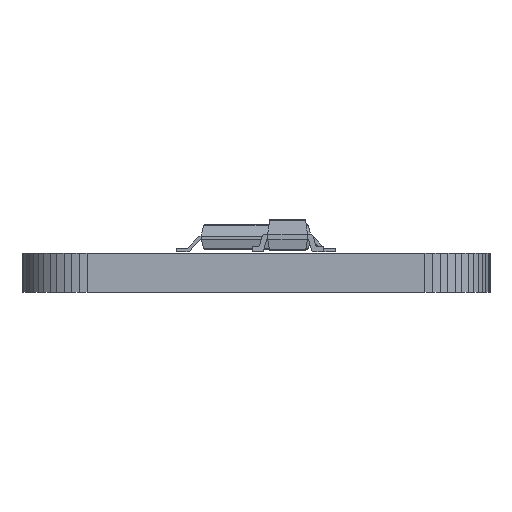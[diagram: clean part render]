
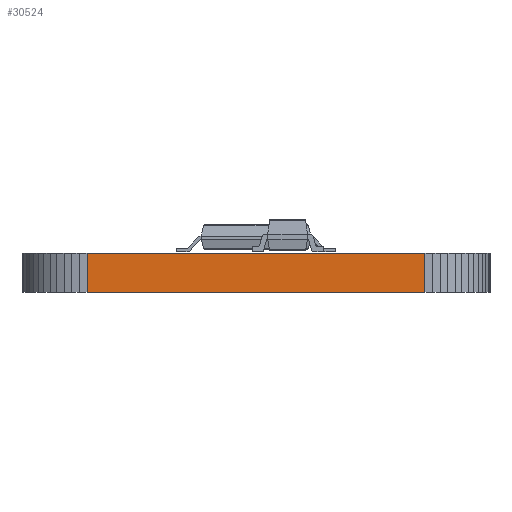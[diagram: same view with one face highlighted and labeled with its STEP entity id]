
A CAD part, front view. The second image highlights one B-rep face of the part: STEP entity #30524.
In plain terms, the highlighted planar face has unit normal (0, -1, 0).
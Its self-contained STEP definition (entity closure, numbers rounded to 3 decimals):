
#21773 = PLANE('',#21774);
#21774 = AXIS2_PLACEMENT_3D('',#21775,#21776,#21777);
#21775 = CARTESIAN_POINT('',(7.62,-34.093,1.58));
#21776 = DIRECTION('',(-0.,-0.,-1.));
#21777 = DIRECTION('',(-1.,0.,0.));
#21827 = PLANE('',#21828);
#21828 = AXIS2_PLACEMENT_3D('',#21829,#21830,#21831);
#21829 = CARTESIAN_POINT('',(7.62,-34.093,0.));
#21830 = DIRECTION('',(-0.,-0.,-1.));
#21831 = DIRECTION('',(-1.,0.,0.));
#22664 = VERTEX_POINT('',#22665);
#22665 = CARTESIAN_POINT('',(14.404,-71.194,0.));
#22679 = PLANE('',#22680);
#22680 = AXIS2_PLACEMENT_3D('',#22681,#22682,#22683);
#22681 = CARTESIAN_POINT('',(14.719,-71.175,0.));
#22682 = DIRECTION('',(0.06,-0.998,0.));
#22683 = DIRECTION('',(-0.998,-0.06,0.));
#22691 = EDGE_CURVE('',#22664,#22692,#22694,.T.);
#22692 = VERTEX_POINT('',#22693);
#22693 = CARTESIAN_POINT('',(0.836,-71.194,0.));
#22694 = SURFACE_CURVE('',#22695,(#22699,#22706),.PCURVE_S1.);
#22695 = LINE('',#22696,#22697);
#22696 = CARTESIAN_POINT('',(14.404,-71.194,0.));
#22697 = VECTOR('',#22698,1.);
#22698 = DIRECTION('',(-1.,0.,0.));
#22699 = PCURVE('',#21827,#22700);
#22700 = DEFINITIONAL_REPRESENTATION('',(#22701),#22705);
#22701 = LINE('',#22702,#22703);
#22702 = CARTESIAN_POINT('',(-6.784,-37.1));
#22703 = VECTOR('',#22704,1.);
#22704 = DIRECTION('',(1.,0.));
#22705 = ( GEOMETRIC_REPRESENTATION_CONTEXT(2) 
PARAMETRIC_REPRESENTATION_CONTEXT() REPRESENTATION_CONTEXT('2D SPACE',''
  ) );
#22706 = PCURVE('',#22707,#22712);
#22707 = PLANE('',#22708);
#22708 = AXIS2_PLACEMENT_3D('',#22709,#22710,#22711);
#22709 = CARTESIAN_POINT('',(14.404,-71.194,0.));
#22710 = DIRECTION('',(0.,-1.,0.));
#22711 = DIRECTION('',(-1.,0.,0.));
#22712 = DEFINITIONAL_REPRESENTATION('',(#22713),#22717);
#22713 = LINE('',#22714,#22715);
#22714 = CARTESIAN_POINT('',(0.,0.));
#22715 = VECTOR('',#22716,1.);
#22716 = DIRECTION('',(1.,0.));
#22717 = ( GEOMETRIC_REPRESENTATION_CONTEXT(2) 
PARAMETRIC_REPRESENTATION_CONTEXT() REPRESENTATION_CONTEXT('2D SPACE',''
  ) );
#22735 = PLANE('',#22736);
#22736 = AXIS2_PLACEMENT_3D('',#22737,#22738,#22739);
#22737 = CARTESIAN_POINT('',(0.836,-71.194,0.));
#22738 = DIRECTION('',(-0.06,-0.998,0.));
#22739 = DIRECTION('',(-0.998,0.06,0.));
#26435 = VERTEX_POINT('',#26436);
#26436 = CARTESIAN_POINT('',(14.404,-71.194,1.58));
#26457 = EDGE_CURVE('',#26435,#26458,#26460,.T.);
#26458 = VERTEX_POINT('',#26459);
#26459 = CARTESIAN_POINT('',(0.836,-71.194,1.58));
#26460 = SURFACE_CURVE('',#26461,(#26465,#26472),.PCURVE_S1.);
#26461 = LINE('',#26462,#26463);
#26462 = CARTESIAN_POINT('',(14.404,-71.194,1.58));
#26463 = VECTOR('',#26464,1.);
#26464 = DIRECTION('',(-1.,0.,0.));
#26465 = PCURVE('',#21773,#26466);
#26466 = DEFINITIONAL_REPRESENTATION('',(#26467),#26471);
#26467 = LINE('',#26468,#26469);
#26468 = CARTESIAN_POINT('',(-6.784,-37.1));
#26469 = VECTOR('',#26470,1.);
#26470 = DIRECTION('',(1.,0.));
#26471 = ( GEOMETRIC_REPRESENTATION_CONTEXT(2) 
PARAMETRIC_REPRESENTATION_CONTEXT() REPRESENTATION_CONTEXT('2D SPACE',''
  ) );
#26472 = PCURVE('',#22707,#26473);
#26473 = DEFINITIONAL_REPRESENTATION('',(#26474),#26478);
#26474 = LINE('',#26475,#26476);
#26475 = CARTESIAN_POINT('',(0.,-1.58));
#26476 = VECTOR('',#26477,1.);
#26477 = DIRECTION('',(1.,0.));
#26478 = ( GEOMETRIC_REPRESENTATION_CONTEXT(2) 
PARAMETRIC_REPRESENTATION_CONTEXT() REPRESENTATION_CONTEXT('2D SPACE',''
  ) );
#30476 = EDGE_CURVE('',#22664,#26435,#30477,.T.);
#30477 = SURFACE_CURVE('',#30478,(#30482,#30489),.PCURVE_S1.);
#30478 = LINE('',#30479,#30480);
#30479 = CARTESIAN_POINT('',(14.404,-71.194,0.));
#30480 = VECTOR('',#30481,1.);
#30481 = DIRECTION('',(0.,0.,1.));
#30482 = PCURVE('',#22679,#30483);
#30483 = DEFINITIONAL_REPRESENTATION('',(#30484),#30488);
#30484 = LINE('',#30485,#30486);
#30485 = CARTESIAN_POINT('',(0.316,0.));
#30486 = VECTOR('',#30487,1.);
#30487 = DIRECTION('',(0.,-1.));
#30488 = ( GEOMETRIC_REPRESENTATION_CONTEXT(2) 
PARAMETRIC_REPRESENTATION_CONTEXT() REPRESENTATION_CONTEXT('2D SPACE',''
  ) );
#30489 = PCURVE('',#22707,#30490);
#30490 = DEFINITIONAL_REPRESENTATION('',(#30491),#30495);
#30491 = LINE('',#30492,#30493);
#30492 = CARTESIAN_POINT('',(0.,0.));
#30493 = VECTOR('',#30494,1.);
#30494 = DIRECTION('',(0.,-1.));
#30495 = ( GEOMETRIC_REPRESENTATION_CONTEXT(2) 
PARAMETRIC_REPRESENTATION_CONTEXT() REPRESENTATION_CONTEXT('2D SPACE',''
  ) );
#30524 = ADVANCED_FACE('',(#30525),#22707,.T.);
#30525 = FACE_BOUND('',#30526,.T.);
#30526 = EDGE_LOOP('',(#30527,#30528,#30529,#30550));
#30527 = ORIENTED_EDGE('',*,*,#30476,.T.);
#30528 = ORIENTED_EDGE('',*,*,#26457,.T.);
#30529 = ORIENTED_EDGE('',*,*,#30530,.F.);
#30530 = EDGE_CURVE('',#22692,#26458,#30531,.T.);
#30531 = SURFACE_CURVE('',#30532,(#30536,#30543),.PCURVE_S1.);
#30532 = LINE('',#30533,#30534);
#30533 = CARTESIAN_POINT('',(0.836,-71.194,0.));
#30534 = VECTOR('',#30535,1.);
#30535 = DIRECTION('',(0.,0.,1.));
#30536 = PCURVE('',#22707,#30537);
#30537 = DEFINITIONAL_REPRESENTATION('',(#30538),#30542);
#30538 = LINE('',#30539,#30540);
#30539 = CARTESIAN_POINT('',(13.569,0.));
#30540 = VECTOR('',#30541,1.);
#30541 = DIRECTION('',(0.,-1.));
#30542 = ( GEOMETRIC_REPRESENTATION_CONTEXT(2) 
PARAMETRIC_REPRESENTATION_CONTEXT() REPRESENTATION_CONTEXT('2D SPACE',''
  ) );
#30543 = PCURVE('',#22735,#30544);
#30544 = DEFINITIONAL_REPRESENTATION('',(#30545),#30549);
#30545 = LINE('',#30546,#30547);
#30546 = CARTESIAN_POINT('',(0.,0.));
#30547 = VECTOR('',#30548,1.);
#30548 = DIRECTION('',(0.,-1.));
#30549 = ( GEOMETRIC_REPRESENTATION_CONTEXT(2) 
PARAMETRIC_REPRESENTATION_CONTEXT() REPRESENTATION_CONTEXT('2D SPACE',''
  ) );
#30550 = ORIENTED_EDGE('',*,*,#22691,.F.);
